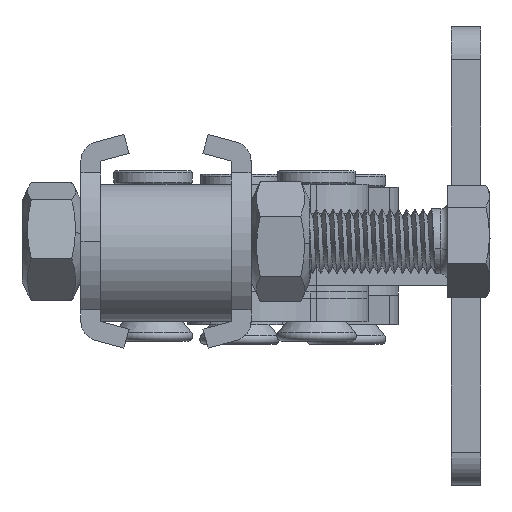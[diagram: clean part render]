
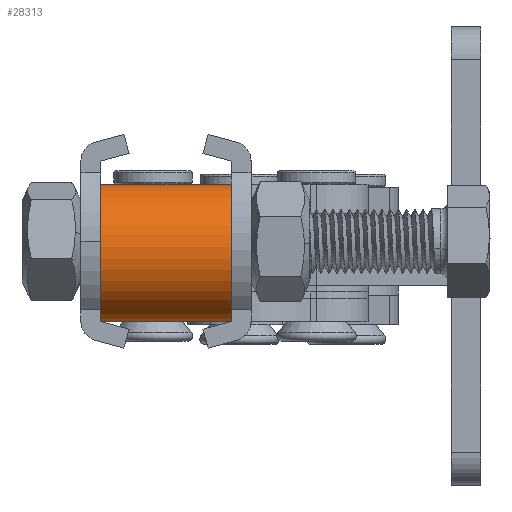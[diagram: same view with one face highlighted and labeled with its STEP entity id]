
A CAD part, left-side view. The second image highlights one B-rep face of the part: STEP entity #28313.
In plain terms, the highlighted cylindrical face has radius 10.621 mm (diameter 21.243 mm), a partial arc.
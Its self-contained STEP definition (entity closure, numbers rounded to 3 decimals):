
#2992 = AXIS2_PLACEMENT_3D ( 'NONE', #9603, #31925, #12792 ) ;
#4010 = VERTEX_POINT ( 'NONE', #28690 ) ;
#6394 = CARTESIAN_POINT ( 'NONE',  ( -107.153, 21., 23.398 ) ) ;
#9603 = CARTESIAN_POINT ( 'NONE',  ( -105.552, 41., 12.898 ) ) ;
#10196 = VERTEX_POINT ( 'NONE', #20172 ) ;
#10200 = ORIENTED_EDGE ( 'NONE', *, *, #20870, .F. ) ;
#10906 = AXIS2_PLACEMENT_3D ( 'NONE', #12880, #35243, #16115 ) ;
#12026 = DIRECTION ( 'NONE',  ( 0., 1., 0. ) ) ;
#12396 = VECTOR ( 'NONE', #12026, 1000. ) ;
#12792 = DIRECTION ( 'NONE',  ( 0., 0., 1. ) ) ;
#12880 = CARTESIAN_POINT ( 'NONE',  ( -105.552, 21., 12.898 ) ) ;
#15228 = CARTESIAN_POINT ( 'NONE',  ( -107.153, 21., 23.398 ) ) ;
#15530 = EDGE_LOOP ( 'NONE', ( #10200, #19218, #33208, #27809 ) ) ;
#16115 = DIRECTION ( 'NONE',  ( 0., 0., 1. ) ) ;
#16729 = EDGE_CURVE ( 'NONE', #31642, #28089, #29735, .T. ) ;
#17178 = EDGE_CURVE ( 'NONE', #31642, #10196, #20904, .T. ) ;
#19218 = ORIENTED_EDGE ( 'NONE', *, *, #17178, .F. ) ;
#20172 = CARTESIAN_POINT ( 'NONE',  ( -107.153, 41., 2.398 ) ) ;
#20464 = FACE_OUTER_BOUND ( 'NONE', #15530, .T. ) ;
#20870 = EDGE_CURVE ( 'NONE', #10196, #4010, #21717, .T. ) ;
#20904 = LINE ( 'NONE', #31163, #12396 ) ;
#21717 = CIRCLE ( 'NONE', #2992, 10.621 ) ;
#24800 = VECTOR ( 'NONE', #31917, 1000. ) ;
#26956 = CYLINDRICAL_SURFACE ( 'NONE', #41423, 10.621 ) ;
#27302 = CARTESIAN_POINT ( 'NONE',  ( -107.153, 21., 2.398 ) ) ;
#27809 = ORIENTED_EDGE ( 'NONE', *, *, #31370, .T. ) ;
#28089 = VERTEX_POINT ( 'NONE', #15228 ) ;
#28313 = ADVANCED_FACE ( 'NONE', ( #20464 ), #26956, .T. ) ;
#28690 = CARTESIAN_POINT ( 'NONE',  ( -107.153, 41., 23.398 ) ) ;
#29033 = DIRECTION ( 'NONE',  ( 0., 1., 0. ) ) ;
#29735 = CIRCLE ( 'NONE', #10906, 10.621 ) ;
#31163 = CARTESIAN_POINT ( 'NONE',  ( -107.153, 21., 2.398 ) ) ;
#31370 = EDGE_CURVE ( 'NONE', #28089, #4010, #33291, .T. ) ;
#31642 = VERTEX_POINT ( 'NONE', #27302 ) ;
#31917 = DIRECTION ( 'NONE',  ( 0., 1., 0. ) ) ;
#31925 = DIRECTION ( 'NONE',  ( 0., 1., 0. ) ) ;
#32247 = CARTESIAN_POINT ( 'NONE',  ( -105.552, 21., 12.898 ) ) ;
#33208 = ORIENTED_EDGE ( 'NONE', *, *, #16729, .T. ) ;
#33291 = LINE ( 'NONE', #6394, #24800 ) ;
#35243 = DIRECTION ( 'NONE',  ( 0., 1., 0. ) ) ;
#35322 = DIRECTION ( 'NONE',  ( 0., 0., 1. ) ) ;
#41423 = AXIS2_PLACEMENT_3D ( 'NONE', #32247, #29033, #35322 ) ;
